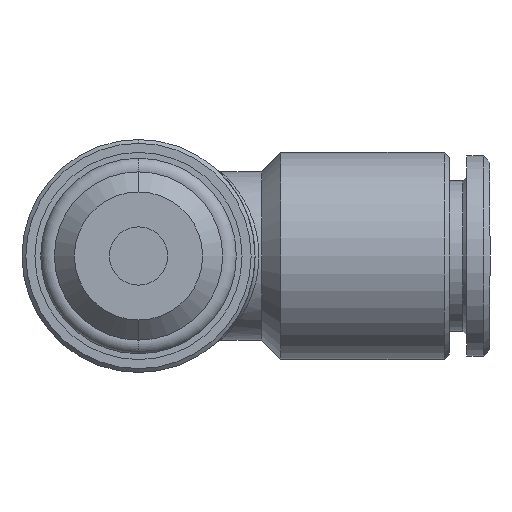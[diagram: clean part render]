
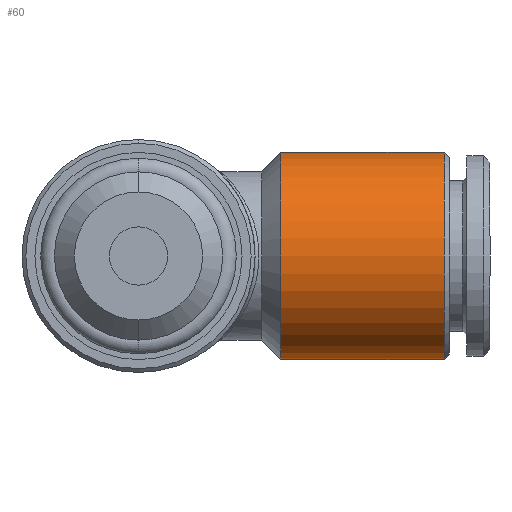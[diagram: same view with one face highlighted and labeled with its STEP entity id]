
A CAD part, front view. The second image highlights one B-rep face of the part: STEP entity #60.
In plain terms, the highlighted cylindrical face has radius 8 mm (diameter 16 mm), a partial arc.
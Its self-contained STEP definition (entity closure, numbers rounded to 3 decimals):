
#42 = EDGE_LOOP ( 'NONE', ( #45, #53, #43, #46 ) ) ;
#43 = ORIENTED_EDGE ( 'NONE', *, *, #500, .T. ) ;
#45 = ORIENTED_EDGE ( 'NONE', *, *, #534, .F. ) ;
#46 = ORIENTED_EDGE ( 'NONE', *, *, #47, .F. ) ;
#47 = EDGE_CURVE ( 'NONE', #592, #590, #1249, .T. ) ;
#53 = ORIENTED_EDGE ( 'NONE', *, *, #59, .T. ) ;
#59 = EDGE_CURVE ( 'NONE', #576, #536, #1265, .T. ) ;
#60 = ADVANCED_FACE ( 'NONE', ( #1295 ), #1263, .T. ) ;
#500 = EDGE_CURVE ( 'NONE', #536, #590, #2602, .T. ) ;
#534 = EDGE_CURVE ( 'NONE', #576, #592, #2702, .T. ) ;
#536 = VERTEX_POINT ( 'NONE', #2703 ) ;
#576 = VERTEX_POINT ( 'NONE', #2757 ) ;
#590 = VERTEX_POINT ( 'NONE', #2785 ) ;
#592 = VERTEX_POINT ( 'NONE', #2820 ) ;
#1245 = DIRECTION ( 'NONE',  ( 0., 0., 1. ) ) ;
#1246 = DIRECTION ( 'NONE',  ( -1., 0., 0. ) ) ;
#1247 = CARTESIAN_POINT ( 'NONE',  ( 11., 17.7, 0. ) ) ;
#1248 = AXIS2_PLACEMENT_3D ( 'NONE', #1247, #1246, #1245 ) ;
#1249 = CIRCLE ( 'NONE', #1248, 8. ) ;
#1263 = CYLINDRICAL_SURFACE ( 'NONE', #1278, 8. ) ;
#1265 = CIRCLE ( 'NONE', #1272, 8. ) ;
#1272 = AXIS2_PLACEMENT_3D ( 'NONE', #1294, #1283, #1279 ) ;
#1277 = CARTESIAN_POINT ( 'NONE',  ( -5.577, 17.7, 0. ) ) ;
#1278 = AXIS2_PLACEMENT_3D ( 'NONE', #1277, #1293, #1292 ) ;
#1279 = DIRECTION ( 'NONE',  ( 0., 0., 1. ) ) ;
#1283 = DIRECTION ( 'NONE',  ( -1., 0., 0. ) ) ;
#1292 = DIRECTION ( 'NONE',  ( 0., 0., 1. ) ) ;
#1293 = DIRECTION ( 'NONE',  ( -1., 0., 0. ) ) ;
#1294 = CARTESIAN_POINT ( 'NONE',  ( 23.6, 17.7, 0. ) ) ;
#1295 = FACE_OUTER_BOUND ( 'NONE', #42, .T. ) ;
#2602 = LINE ( 'NONE', #2605, #2604 ) ;
#2603 = DIRECTION ( 'NONE',  ( -1., 0., 0. ) ) ;
#2604 = VECTOR ( 'NONE', #2603, 1000. ) ;
#2605 = CARTESIAN_POINT ( 'NONE',  ( -5.577, 17.7, 8. ) ) ;
#2701 = CARTESIAN_POINT ( 'NONE',  ( -5.577, 17.7, -8. ) ) ;
#2702 = LINE ( 'NONE', #2701, #2730 ) ;
#2703 = CARTESIAN_POINT ( 'NONE',  ( 23.6, 17.7, 8. ) ) ;
#2729 = DIRECTION ( 'NONE',  ( -1., 0., 0. ) ) ;
#2730 = VECTOR ( 'NONE', #2729, 1000. ) ;
#2757 = CARTESIAN_POINT ( 'NONE',  ( 23.6, 17.7, -8. ) ) ;
#2785 = CARTESIAN_POINT ( 'NONE',  ( 11., 17.7, 8. ) ) ;
#2820 = CARTESIAN_POINT ( 'NONE',  ( 11., 17.7, -8. ) ) ;
